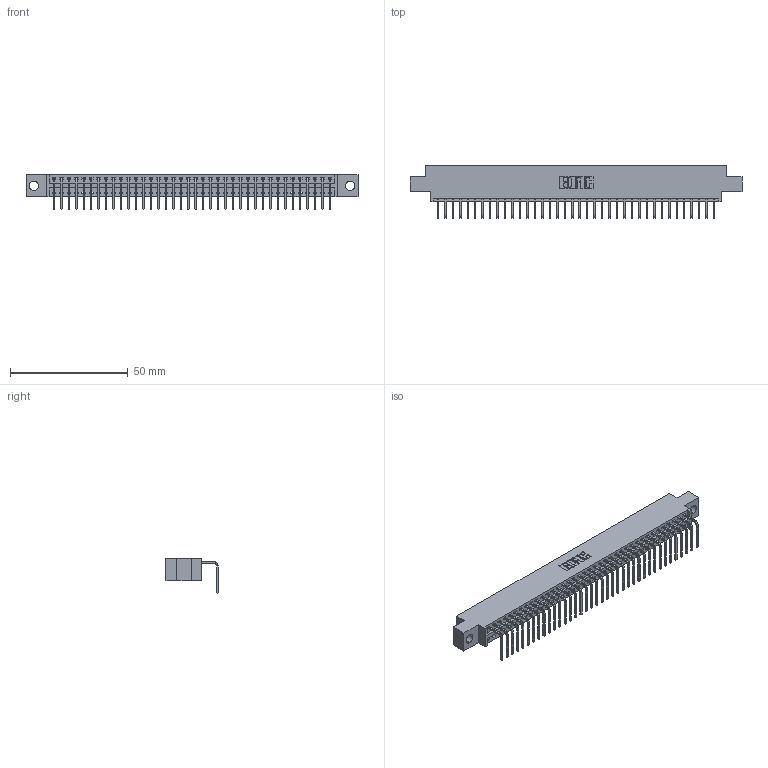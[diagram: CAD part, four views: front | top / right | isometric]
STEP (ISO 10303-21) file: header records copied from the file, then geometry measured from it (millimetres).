
FILE_DESCRIPTION (( 'STEP AP203' ), '1' );
FILE_NAME ('396-038-558-604.STEP', '2018-09-06T09:10:58', ( '' ), ( '' ), 'SwSTEP 2.0', 'SolidWorks 2016', '' );
FILE_SCHEMA (( 'CONFIG_CONTROL_DESIGN' ));
Length unit declared in the file: inch
Products named in the file (3): 346 Part_0.170 Offset - 0.156 Dia-TH; 345-292-001_558 Tail - 2; 396-038-558-604
Assembly tree (39 placements, depth 2):
  396-038-558-604
    346 Part_0.170 Offset - 0.156 Dia-TH
    345-292-001_558 Tail - 2  x38
Bounding box: 141.22 x 22.16 x 14.73 mm (x, y, z)
Volume: 13374.8 mm3; surface area: 17394.3 mm2
Topology: 39 solids, 39 shells, 2406 faces, 7257 edges, 4786 vertices
Faces by surface type: plane 1676, cylinder 730
Entity records: 24341 total; most frequent: CARTESIAN_POINT 4182, ORIENTED_EDGE 4154, DIRECTION 3693, EDGE_CURVE 2077, LINE 1793, VECTOR 1793, VERTEX_POINT 1382, AXIS2_PLACEMENT_3D 950
